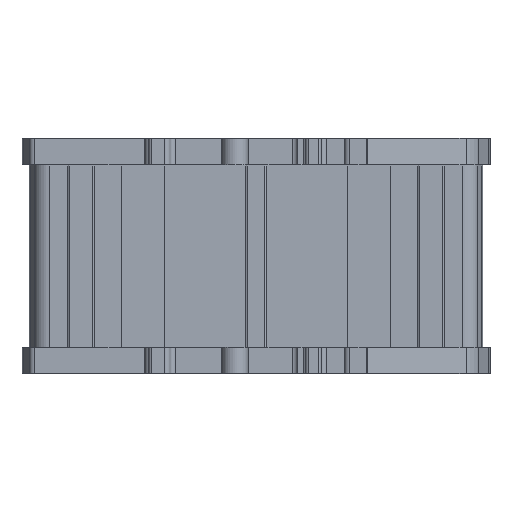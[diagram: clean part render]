
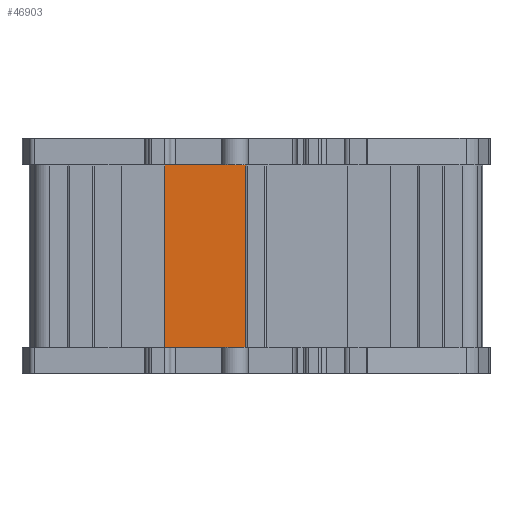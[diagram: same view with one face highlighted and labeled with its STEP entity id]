
A CAD part, front view. The second image highlights one B-rep face of the part: STEP entity #46903.
In plain terms, the highlighted planar face has unit normal (0, -1, 0).
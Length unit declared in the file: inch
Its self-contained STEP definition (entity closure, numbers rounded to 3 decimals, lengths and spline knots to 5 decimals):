
#585 = FACE_OUTER_BOUND ( 'NONE', #62925, .T. ) ;
#2563 = ORIENTED_EDGE ( 'NONE', *, *, #97189, .F. ) ;
#8512 = VERTEX_POINT ( 'NONE', #36763 ) ;
#8562 = AXIS2_PLACEMENT_3D ( 'NONE', #9395, #62306, #17017 ) ;
#8731 = ORIENTED_EDGE ( 'NONE', *, *, #57771, .T. ) ;
#9395 = CARTESIAN_POINT ( 'NONE',  ( 0.33849, -1.43525, -0.16091 ) ) ;
#10544 = CARTESIAN_POINT ( 'NONE',  ( -0.31308, -1.43525, -0.16091 ) ) ;
#11436 = LINE ( 'NONE', #89781, #89396 ) ;
#17017 = DIRECTION ( 'NONE',  ( 0., 0., -1. ) ) ;
#19265 = VECTOR ( 'NONE', #48315, 39.37008 ) ;
#23115 = CARTESIAN_POINT ( 'NONE',  ( 0.33849, -1.43525, 1.35909 ) ) ;
#23357 = VECTOR ( 'NONE', #94881, 39.37008 ) ;
#24661 = VERTEX_POINT ( 'NONE', #10544 ) ;
#25506 = EDGE_CURVE ( 'NONE', #49054, #89024, #77110, .T. ) ;
#26640 = EDGE_CURVE ( 'NONE', #89024, #24661, #11436, .T. ) ;
#32502 = CARTESIAN_POINT ( 'NONE',  ( 2.08456, -1.43525, -0.16091 ) ) ;
#36763 = CARTESIAN_POINT ( 'NONE',  ( 0.33849, -1.43525, -0.16091 ) ) ;
#37310 = ORIENTED_EDGE ( 'NONE', *, *, #25506, .T. ) ;
#46903 = ADVANCED_FACE ( 'NONE', ( #585 ), #54355, .T. ) ;
#48315 = DIRECTION ( 'NONE',  ( -1., 0., 0. ) ) ;
#49054 = VERTEX_POINT ( 'NONE', #23115 ) ;
#54355 = PLANE ( 'NONE',  #8562 ) ;
#57771 = EDGE_CURVE ( 'NONE', #8512, #49054, #83597, .T. ) ;
#62306 = DIRECTION ( 'NONE',  ( 0., -1., 0. ) ) ;
#62925 = EDGE_LOOP ( 'NONE', ( #2563, #8731, #37310, #65474 ) ) ;
#64180 = CARTESIAN_POINT ( 'NONE',  ( 0.33849, -1.43525, -0.16091 ) ) ;
#65474 = ORIENTED_EDGE ( 'NONE', *, *, #26640, .T. ) ;
#68581 = VECTOR ( 'NONE', #70745, 39.37008 ) ;
#70745 = DIRECTION ( 'NONE',  ( -1., 0., 0. ) ) ;
#70966 = LINE ( 'NONE', #32502, #68581 ) ;
#74910 = DIRECTION ( 'NONE',  ( 0., 0., -1. ) ) ;
#77110 = LINE ( 'NONE', #93567, #19265 ) ;
#83597 = LINE ( 'NONE', #64180, #23357 ) ;
#89024 = VERTEX_POINT ( 'NONE', #92670 ) ;
#89396 = VECTOR ( 'NONE', #74910, 39.37008 ) ;
#89781 = CARTESIAN_POINT ( 'NONE',  ( -0.31308, -1.43525, -0.16091 ) ) ;
#92670 = CARTESIAN_POINT ( 'NONE',  ( -0.31308, -1.43525, 1.35909 ) ) ;
#93567 = CARTESIAN_POINT ( 'NONE',  ( 0.33849, -1.43525, 1.35909 ) ) ;
#94881 = DIRECTION ( 'NONE',  ( 0., 0., 1. ) ) ;
#97189 = EDGE_CURVE ( 'NONE', #8512, #24661, #70966, .T. ) ;
